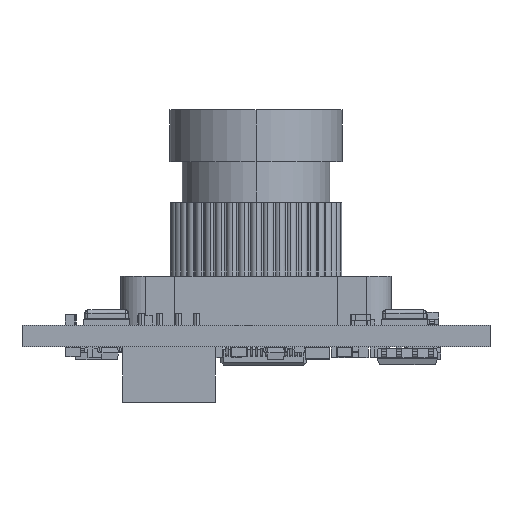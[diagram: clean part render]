
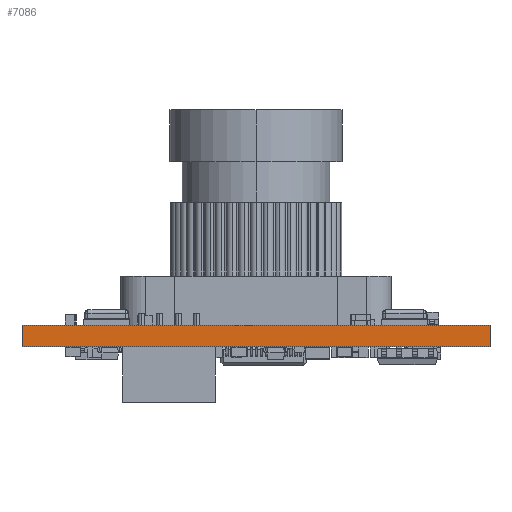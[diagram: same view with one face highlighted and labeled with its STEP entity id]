
A CAD part, front view. The second image highlights one B-rep face of the part: STEP entity #7086.
In plain terms, the highlighted planar face has unit normal (0, -1, 0).
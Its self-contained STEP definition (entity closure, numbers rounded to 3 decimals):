
#284 = EDGE_CURVE ( 'NONE', #118931, #129897, #84223, .T. ) ;
#400 = ORIENTED_EDGE ( 'NONE', *, *, #69039, .F. ) ;
#497 = EDGE_LOOP ( 'NONE', ( #19840, #62936, #400, #35347 ) ) ;
#5499 = CARTESIAN_POINT ( 'NONE',  ( 19., -19., 0. ) ) ;
#7086 = ADVANCED_FACE ( 'NONE', ( #101595 ), #52730, .T. ) ;
#14873 = DIRECTION ( 'NONE',  ( 0., 0., 1. ) ) ;
#19840 = ORIENTED_EDGE ( 'NONE', *, *, #91397, .T. ) ;
#23362 = DIRECTION ( 'NONE',  ( -1., 0., 0. ) ) ;
#27606 = DIRECTION ( 'NONE',  ( -1., 0., 0. ) ) ;
#32554 = VERTEX_POINT ( 'NONE', #119718 ) ;
#35347 = ORIENTED_EDGE ( 'NONE', *, *, #284, .F. ) ;
#36953 = CARTESIAN_POINT ( 'NONE',  ( 19., -19., 0. ) ) ;
#38815 = LINE ( 'NONE', #66000, #118556 ) ;
#44174 = AXIS2_PLACEMENT_3D ( 'NONE', #5499, #103167, #150458 ) ;
#45306 = CARTESIAN_POINT ( 'NONE',  ( -19., -19., 1.742 ) ) ;
#52730 = PLANE ( 'NONE',  #44174 ) ;
#53457 = VECTOR ( 'NONE', #23362, 1000. ) ;
#59513 = LINE ( 'NONE', #97161, #113324 ) ;
#62936 = ORIENTED_EDGE ( 'NONE', *, *, #90133, .T. ) ;
#66000 = CARTESIAN_POINT ( 'NONE',  ( 19., -19., 1.742 ) ) ;
#69039 = EDGE_CURVE ( 'NONE', #129897, #84971, #114110, .T. ) ;
#78877 = CARTESIAN_POINT ( 'NONE',  ( -19., -19., 0. ) ) ;
#84223 = LINE ( 'NONE', #96993, #53457 ) ;
#84971 = VERTEX_POINT ( 'NONE', #45306 ) ;
#87164 = CARTESIAN_POINT ( 'NONE',  ( -19., -19., 0. ) ) ;
#90133 = EDGE_CURVE ( 'NONE', #32554, #84971, #38815, .T. ) ;
#91397 = EDGE_CURVE ( 'NONE', #118931, #32554, #59513, .T. ) ;
#96993 = CARTESIAN_POINT ( 'NONE',  ( 19., -19., 0. ) ) ;
#97161 = CARTESIAN_POINT ( 'NONE',  ( 19., -19., 0. ) ) ;
#101595 = FACE_OUTER_BOUND ( 'NONE', #497, .T. ) ;
#103167 = DIRECTION ( 'NONE',  ( 0., -1., 0. ) ) ;
#113324 = VECTOR ( 'NONE', #122771, 1000. ) ;
#114110 = LINE ( 'NONE', #78877, #143321 ) ;
#118556 = VECTOR ( 'NONE', #27606, 1000. ) ;
#118931 = VERTEX_POINT ( 'NONE', #36953 ) ;
#119718 = CARTESIAN_POINT ( 'NONE',  ( 19., -19., 1.742 ) ) ;
#122771 = DIRECTION ( 'NONE',  ( 0., 0., 1. ) ) ;
#129897 = VERTEX_POINT ( 'NONE', #87164 ) ;
#143321 = VECTOR ( 'NONE', #14873, 1000. ) ;
#150458 = DIRECTION ( 'NONE',  ( 0., 0., -1. ) ) ;
